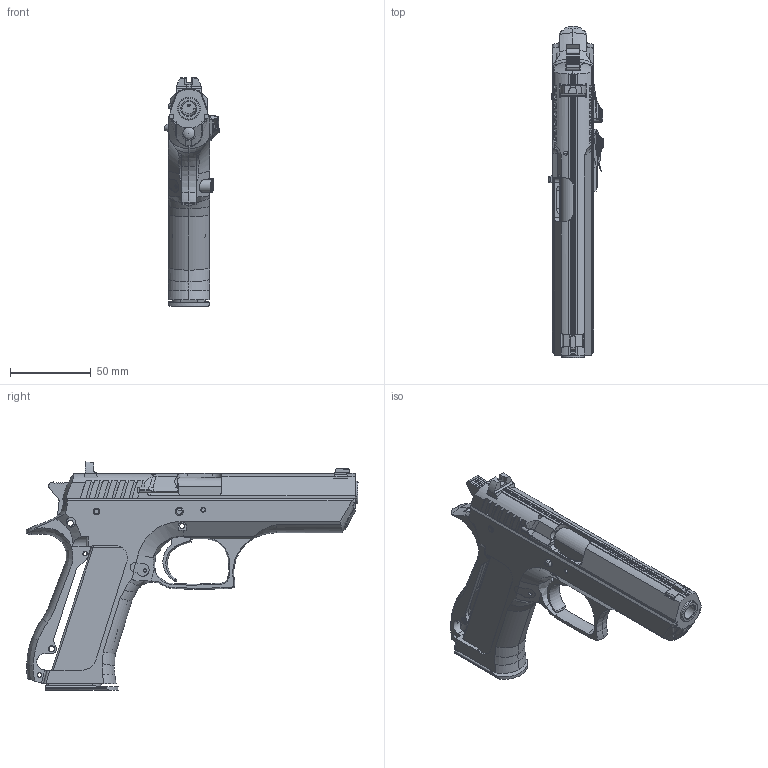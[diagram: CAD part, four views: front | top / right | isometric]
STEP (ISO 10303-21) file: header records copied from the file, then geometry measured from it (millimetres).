
FILE_DESCRIPTION(/* description */ ('Unknown'),/* implementation_level */ '2;1');
FILE_NAME(/* name */ 'jericho941_pre2007_grips',/* time_stamp */ '2024-08-03T22:26:04-10:00',/* author */ ('Unknown'),/* organization */ ('Unknown'),/* preprocessor_version */ 'ST-DEVELOPER v18.1',/* originating_system */ 'Solid Edge',/* authorisation */ 'Unknown');
FILE_SCHEMA (('AUTOMOTIVE_DESIGN {1 0 10303 214 3 1 1}'));
Products named in the file (19): jericho941_pre2007_grips; jericho941_pre2007_oa_0; jericho941_pre2007_frontSight; jericho941_pre2007_rearSight; jericho941_pre2007_slide; jericho941_pre2007_hammer; jericho941_pre2007_frame; jericho941_pre2007_slideLock; jericho941_pre2007_extractor; jericho941_pre2007_recoilSpringAssembly; jericho941_pre2007_firingPin; jericho941_pre2007_firingPinBlock; jericho941_pre2007_magazineRelease; jericho941_pre2007_trigger; jericho941_pre2007_barrel; jericho941_pre2007_magazine; jericho941_pre2007_magazineBase; jericho941_pre2007_safety
Assembly tree (18 placements, depth 4):
  jericho941_pre2007_grips
    jericho941_pre2007_oa_0
      jericho941_pre2007_frontSight
      jericho941_pre2007_rearSight
      jericho941_pre2007_slide
      jericho941_pre2007_hammer
      jericho941_pre2007_frame
      jericho941_pre2007_slideLock
      jericho941_pre2007_extractor
      jericho941_pre2007_recoilSpringAssembly
      jericho941_pre2007_firingPin
      jericho941_pre2007_firingPinBlock
      jericho941_pre2007_magazineRelease
      jericho941_pre2007_trigger
      jericho941_pre2007_barrel
      jericho941_pre2007_magazine
        jericho941_pre2007_magazineBase
        jericho941_pre2007_magazine
      jericho941_pre2007_safety
Bounding box: 33.65 x 206.2 x 141.64 mm (x, y, z)
Volume: 138134.6 mm3; surface area: 115869.5 mm2
Topology: 18 solids, 18 shells, 1102 faces, 3159 edges, 2074 vertices
Faces by surface type: plane 649, cylinder 257, bspline 159, cone 21, sphere 8, torus 8
Full cylindrical faces by diameter (mm): 1.5 x1, 1.55 x1, 2 x1, 2.25 x2, 2.5 x2, 2.75 x2, 2.8 x1, 3 x3, 3.75 x3, 4 x1, 4.25 x2, 4.5 x1, 4.95 x1, 5 x2, 6.5 x2, 6.6 x1, 7 x1, 7.4 x1, 7.5 x4, 9 x1, 9.5 x1, 10 x3, 14 x1, 14.15 x1, 14.5 x1
Entity records: 48940 total; most frequent: CARTESIAN_POINT 18278, ORIENTED_EDGE 6092, DIRECTION 5317, EDGE_CURVE 3046, VERTEX_POINT 2028, AXIS2_PLACEMENT_3D 1811, LINE 1695, VECTOR 1695
